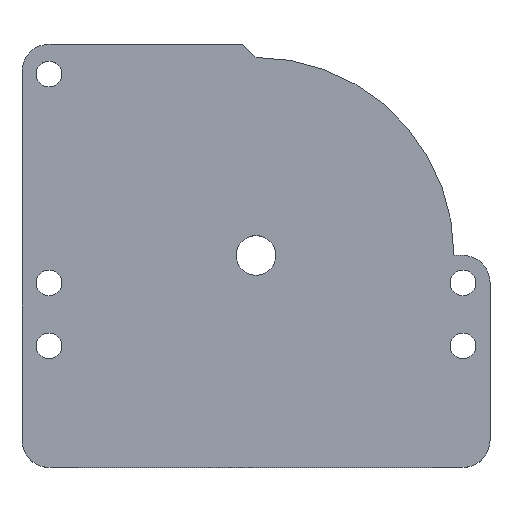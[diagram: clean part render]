
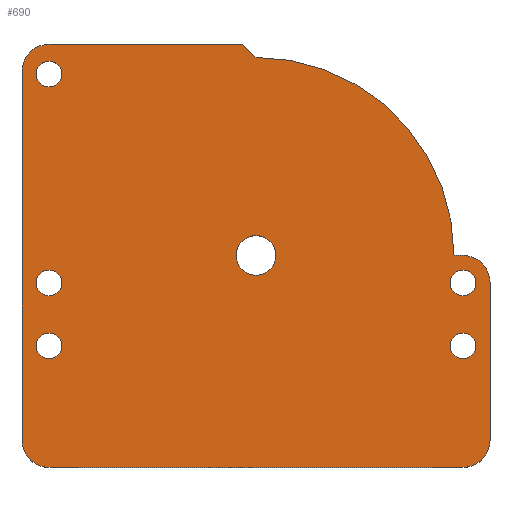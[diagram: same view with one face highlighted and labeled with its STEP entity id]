
A CAD part, top view. The second image highlights one B-rep face of the part: STEP entity #690.
In plain terms, the highlighted planar face has unit normal (0, 0, 1).
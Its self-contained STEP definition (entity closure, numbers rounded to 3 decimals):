
#61=CIRCLE('',#735,2.2);
#65=CIRCLE('',#742,3.);
#66=CIRCLE('',#745,3.);
#67=CIRCLE('',#746,3.);
#68=CIRCLE('',#747,3.);
#69=CIRCLE('',#748,22.);
#70=CIRCLE('',#749,1.425);
#71=CIRCLE('',#750,1.425);
#72=CIRCLE('',#751,1.425);
#73=CIRCLE('',#752,1.425);
#74=CIRCLE('',#753,1.425);
#100=VERTEX_POINT('',#998);
#101=VERTEX_POINT('',#1000);
#103=VERTEX_POINT('',#1006);
#122=VERTEX_POINT('',#1055);
#123=VERTEX_POINT('',#1057);
#127=VERTEX_POINT('',#1071);
#131=VERTEX_POINT('',#1082);
#132=VERTEX_POINT('',#1083);
#133=VERTEX_POINT('',#1088);
#134=VERTEX_POINT('',#1092);
#135=VERTEX_POINT('',#1094);
#136=VERTEX_POINT('',#1098);
#137=VERTEX_POINT('',#1101);
#138=VERTEX_POINT('',#1103);
#139=VERTEX_POINT('',#1105);
#140=VERTEX_POINT('',#1107);
#141=VERTEX_POINT('',#1109);
#170=VECTOR('',#804,1.);
#174=VECTOR('',#809,1.);
#189=VECTOR('',#850,1.);
#196=VECTOR('',#881,1.);
#198=VECTOR('',#886,1.);
#199=VECTOR('',#891,1.);
#234=LINE('',#999,#170);
#238=LINE('',#1007,#174);
#253=LINE('',#1056,#189);
#260=LINE('',#1087,#196);
#262=LINE('',#1093,#198);
#263=LINE('',#1097,#199);
#301=EDGE_CURVE('',#100,#101,#234,.T.);
#305=EDGE_CURVE('',#103,#100,#238,.T.);
#331=EDGE_CURVE('',#122,#123,#253,.T.);
#338=EDGE_CURVE('',#127,#127,#61,.T.);
#342=EDGE_CURVE('',#131,#132,#65,.T.);
#345=EDGE_CURVE('',#132,#133,#260,.T.);
#347=EDGE_CURVE('',#134,#103,#66,.T.);
#348=EDGE_CURVE('',#135,#134,#262,.T.);
#349=EDGE_CURVE('',#123,#135,#67,.T.);
#350=EDGE_CURVE('',#133,#122,#68,.T.);
#351=EDGE_CURVE('',#131,#136,#263,.T.);
#352=EDGE_CURVE('',#136,#101,#69,.T.);
#353=EDGE_CURVE('',#137,#137,#70,.T.);
#354=EDGE_CURVE('',#138,#138,#71,.T.);
#355=EDGE_CURVE('',#139,#139,#72,.T.);
#356=EDGE_CURVE('',#140,#140,#73,.T.);
#357=EDGE_CURVE('',#141,#141,#74,.T.);
#481=ORIENTED_EDGE('',*,*,#301,.F.);
#482=ORIENTED_EDGE('',*,*,#305,.F.);
#483=ORIENTED_EDGE('',*,*,#347,.F.);
#484=ORIENTED_EDGE('',*,*,#348,.F.);
#485=ORIENTED_EDGE('',*,*,#349,.F.);
#486=ORIENTED_EDGE('',*,*,#331,.F.);
#487=ORIENTED_EDGE('',*,*,#350,.F.);
#488=ORIENTED_EDGE('',*,*,#345,.F.);
#489=ORIENTED_EDGE('',*,*,#342,.F.);
#490=ORIENTED_EDGE('',*,*,#351,.T.);
#491=ORIENTED_EDGE('',*,*,#352,.T.);
#492=ORIENTED_EDGE('',*,*,#338,.T.);
#493=ORIENTED_EDGE('',*,*,#353,.T.);
#494=ORIENTED_EDGE('',*,*,#354,.T.);
#495=ORIENTED_EDGE('',*,*,#355,.T.);
#496=ORIENTED_EDGE('',*,*,#356,.T.);
#497=ORIENTED_EDGE('',*,*,#357,.T.);
#584=EDGE_LOOP('',(#481,#482,#483,#484,#485,#486,#487,#488,#489,#490,#491));
#585=EDGE_LOOP('',(#492));
#586=EDGE_LOOP('',(#493));
#587=EDGE_LOOP('',(#494));
#588=EDGE_LOOP('',(#495));
#589=EDGE_LOOP('',(#496));
#590=EDGE_LOOP('',(#497));
#641=FACE_BOUND('',#584,.T.);
#642=FACE_BOUND('',#585,.T.);
#643=FACE_BOUND('',#586,.T.);
#644=FACE_BOUND('',#587,.T.);
#645=FACE_BOUND('',#588,.T.);
#646=FACE_BOUND('',#589,.T.);
#647=FACE_BOUND('',#590,.T.);
#690=ADVANCED_FACE('',(#641,#642,#643,#644,#645,#646,#647),#1153,.T.);
#735=AXIS2_PLACEMENT_3D('',#1070,#863,#864);
#742=AXIS2_PLACEMENT_3D('',#1081,#876,#877);
#744=AXIS2_PLACEMENT_3D('',#1090,#883,$);
#745=AXIS2_PLACEMENT_3D('',#1091,#884,#885);
#746=AXIS2_PLACEMENT_3D('',#1095,#887,#888);
#747=AXIS2_PLACEMENT_3D('',#1096,#889,#890);
#748=AXIS2_PLACEMENT_3D('',#1099,#892,#893);
#749=AXIS2_PLACEMENT_3D('',#1100,#894,#895);
#750=AXIS2_PLACEMENT_3D('',#1102,#896,#897);
#751=AXIS2_PLACEMENT_3D('',#1104,#898,#899);
#752=AXIS2_PLACEMENT_3D('',#1106,#900,#901);
#753=AXIS2_PLACEMENT_3D('',#1108,#902,#903);
#804=DIRECTION('',(0.707,-0.707,0.));
#809=DIRECTION('',(1.,0.,0.));
#850=DIRECTION('',(-1.,0.,0.));
#863=DIRECTION('',(0.,0.,-1.));
#864=DIRECTION('',(-2.2,0.,0.));
#876=DIRECTION('',(0.,0.,-1.));
#877=DIRECTION('',(2.121,2.121,0.));
#881=DIRECTION('',(0.,-1.,0.));
#883=DIRECTION('',(0.,0.,1.));
#884=DIRECTION('',(0.,0.,-1.));
#885=DIRECTION('',(-2.121,2.121,0.));
#886=DIRECTION('',(0.,1.,0.));
#887=DIRECTION('',(0.,0.,-1.));
#888=DIRECTION('',(-2.121,-2.121,0.));
#889=DIRECTION('',(0.,0.,-1.));
#890=DIRECTION('',(2.121,-2.121,0.));
#891=DIRECTION('',(-1.,0.,0.));
#892=DIRECTION('',(0.,0.,1.));
#893=DIRECTION('',(22.,0.,0.));
#894=DIRECTION('',(0.,0.,-1.));
#895=DIRECTION('',(1.425,0.,0.));
#896=DIRECTION('',(0.,0.,-1.));
#897=DIRECTION('',(1.425,0.,0.));
#898=DIRECTION('',(0.,0.,-1.));
#899=DIRECTION('',(1.425,0.,0.));
#900=DIRECTION('',(0.,0.,-1.));
#901=DIRECTION('',(1.425,0.,0.));
#902=DIRECTION('',(0.,0.,-1.));
#903=DIRECTION('',(1.425,0.,0.));
#998=CARTESIAN_POINT('',(-1.45,23.45,7.9));
#999=CARTESIAN_POINT('',(5.15,16.85,7.9));
#1000=CARTESIAN_POINT('',(0.,22.,7.9));
#1006=CARTESIAN_POINT('',(-23.,23.45,7.9));
#1007=CARTESIAN_POINT('',(26.,23.45,7.9));
#1055=CARTESIAN_POINT('',(23.,-23.55,7.9));
#1056=CARTESIAN_POINT('',(-26.,-23.55,7.9));
#1057=CARTESIAN_POINT('',(-23.,-23.55,7.9));
#1070=CARTESIAN_POINT('',(0.,0.,7.9));
#1071=CARTESIAN_POINT('',(2.2,0.,7.9));
#1081=CARTESIAN_POINT('',(23.,-3.,7.9));
#1082=CARTESIAN_POINT('',(23.,0.,7.9));
#1083=CARTESIAN_POINT('',(26.,-3.,7.9));
#1087=CARTESIAN_POINT('',(26.,-23.55,7.9));
#1088=CARTESIAN_POINT('',(26.,-20.55,7.9));
#1090=CARTESIAN_POINT('',(0.,-0.05,7.9));
#1091=CARTESIAN_POINT('',(-23.,20.45,7.9));
#1092=CARTESIAN_POINT('',(-26.,20.45,7.9));
#1093=CARTESIAN_POINT('',(-26.,23.45,7.9));
#1094=CARTESIAN_POINT('',(-26.,-20.55,7.9));
#1095=CARTESIAN_POINT('',(-23.,-20.55,7.9));
#1096=CARTESIAN_POINT('',(23.,-20.55,7.9));
#1097=CARTESIAN_POINT('',(12.,0.,7.9));
#1098=CARTESIAN_POINT('',(22.,0.,7.9));
#1099=CARTESIAN_POINT('',(0.,0.,7.9));
#1100=CARTESIAN_POINT('',(23.,-10.05,7.9));
#1101=CARTESIAN_POINT('',(24.425,-10.05,7.9));
#1102=CARTESIAN_POINT('',(-23.,-10.05,7.9));
#1103=CARTESIAN_POINT('',(-21.575,-10.05,7.9));
#1104=CARTESIAN_POINT('',(-23.,20.15,7.9));
#1105=CARTESIAN_POINT('',(-24.425,20.15,7.9));
#1106=CARTESIAN_POINT('',(-23.,-3.05,7.9));
#1107=CARTESIAN_POINT('',(-24.425,-3.05,7.9));
#1108=CARTESIAN_POINT('',(23.,-3.05,7.9));
#1109=CARTESIAN_POINT('',(21.575,-3.05,7.9));
#1153=PLANE('',#744);
